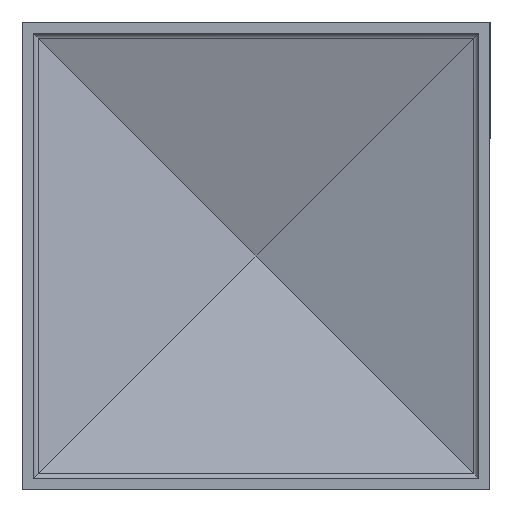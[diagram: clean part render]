
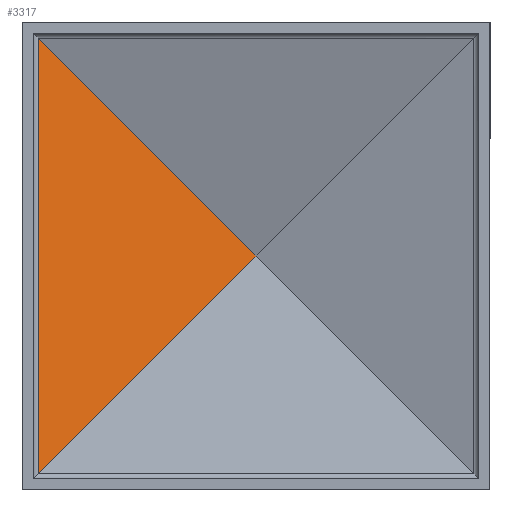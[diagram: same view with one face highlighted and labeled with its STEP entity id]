
A CAD part, front view. The second image highlights one B-rep face of the part: STEP entity #3317.
In plain terms, the highlighted planar face has unit normal (0.303, -0.953, 0).
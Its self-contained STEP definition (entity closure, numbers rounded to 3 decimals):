
#7 = ORIENTED_EDGE ( 'NONE', *, *, #1818, .T. ) ;
#654 = DIRECTION ( 'NONE',  ( -0.69, -0.219, 0.69 ) ) ;
#1091 = VECTOR ( 'NONE', #2628, 1000. ) ;
#1818 = EDGE_CURVE ( 'NONE', #2203, #7024, #9304, .T. ) ;
#1840 = CARTESIAN_POINT ( 'NONE',  ( -29.303, 9.124, -31.5 ) ) ;
#1928 = ORIENTED_EDGE ( 'NONE', *, *, #8321, .T. ) ;
#1948 = FACE_OUTER_BOUND ( 'NONE', #8957, .T. ) ;
#2203 = VERTEX_POINT ( 'NONE', #2410 ) ;
#2410 = CARTESIAN_POINT ( 'NONE',  ( -29.303, 9.124, -29.303 ) ) ;
#2628 = DIRECTION ( 'NONE',  ( 0.69, 0.219, 0.69 ) ) ;
#2848 = CARTESIAN_POINT ( 'NONE',  ( 0., 18.431, 0. ) ) ;
#2945 = CARTESIAN_POINT ( 'NONE',  ( -29.303, 9.124, 29.303 ) ) ;
#3317 = ADVANCED_FACE ( 'NONE', ( #1948 ), #9622, .T. ) ;
#3997 = DIRECTION ( 'NONE',  ( 0.303, -0.953, 0. ) ) ;
#4025 = VECTOR ( 'NONE', #654, 1000. ) ;
#4993 = CARTESIAN_POINT ( 'NONE',  ( -29.303, 9.124, -31.5 ) ) ;
#5426 = ORIENTED_EDGE ( 'NONE', *, *, #8559, .F. ) ;
#6107 = AXIS2_PLACEMENT_3D ( 'NONE', #4993, #3997, #11544 ) ;
#7024 = VERTEX_POINT ( 'NONE', #2848 ) ;
#7295 = CARTESIAN_POINT ( 'NONE',  ( -30.349, 8.792, -30.349 ) ) ;
#7385 = CARTESIAN_POINT ( 'NONE',  ( -0.361, 18.316, 0.361 ) ) ;
#7721 = LINE ( 'NONE', #1840, #9613 ) ;
#8321 = EDGE_CURVE ( 'NONE', #7024, #10969, #10925, .T. ) ;
#8559 = EDGE_CURVE ( 'NONE', #2203, #10969, #7721, .T. ) ;
#8957 = EDGE_LOOP ( 'NONE', ( #7, #1928, #5426 ) ) ;
#9304 = LINE ( 'NONE', #7295, #1091 ) ;
#9367 = DIRECTION ( 'NONE',  ( 0., 0., 1. ) ) ;
#9613 = VECTOR ( 'NONE', #9367, 1000. ) ;
#9622 = PLANE ( 'NONE',  #6107 ) ;
#10925 = LINE ( 'NONE', #7385, #4025 ) ;
#10969 = VERTEX_POINT ( 'NONE', #2945 ) ;
#11544 = DIRECTION ( 'NONE',  ( 0.953, 0.303, 0. ) ) ;
